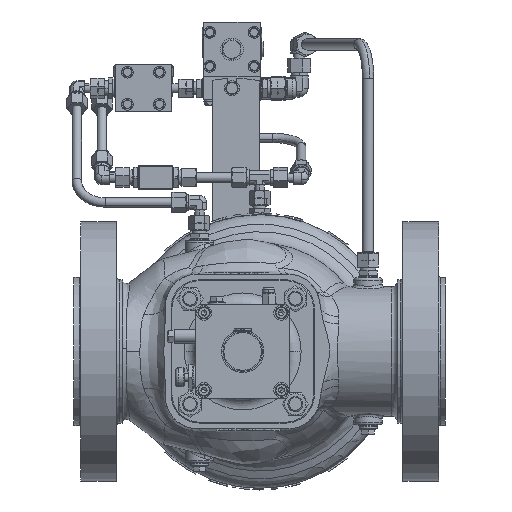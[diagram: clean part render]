
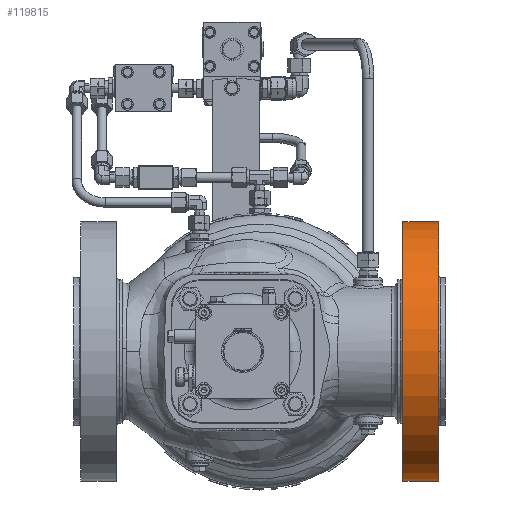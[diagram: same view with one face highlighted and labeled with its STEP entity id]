
A CAD part, front view. The second image highlights one B-rep face of the part: STEP entity #119815.
In plain terms, the highlighted cylindrical face has radius 137.5 mm (diameter 275 mm), a partial arc.
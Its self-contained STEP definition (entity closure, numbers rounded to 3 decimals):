
#2184 = AXIS2_PLACEMENT_3D ( 'NONE', #24417, #249417, #205763 ) ;
#14896 = VERTEX_POINT ( 'NONE', #239937 ) ;
#17004 = LINE ( 'NONE', #219409, #151778 ) ;
#19162 = DIRECTION ( 'NONE',  ( 1., 0., 0. ) ) ;
#21888 = ORIENTED_EDGE ( 'NONE', *, *, #80224, .T. ) ;
#22689 = EDGE_LOOP ( 'NONE', ( #194518, #21888, #113286, #99883 ) ) ;
#24417 = CARTESIAN_POINT ( 'NONE',  ( 208., -10., 0. ) ) ;
#31245 = EDGE_CURVE ( 'Defeature ausgef�hrt1_630+Defeature ausgef�hrt1_631+Defeature ausgef�hrt1_631+Defeature ausgef�hrt1_631', #180650, #14896, #63969, .T. ) ;
#32780 = VERTEX_POINT ( 'NONE', #60797 ) ;
#60797 = CARTESIAN_POINT ( 'NONE',  ( 169.9, -10., -137.5 ) ) ;
#63969 = CIRCLE ( 'NONE', #2184, 137.5 ) ;
#70331 = CARTESIAN_POINT ( 'NONE',  ( 207., -10., 0. ) ) ;
#78174 = CARTESIAN_POINT ( 'NONE',  ( 208., -10., -137.5 ) ) ;
#80224 = EDGE_CURVE ( 'NONE', #32780, #180650, #134084, .T. ) ;
#86594 = DIRECTION ( 'NONE',  ( 1., 0., 0. ) ) ;
#94631 = EDGE_CURVE ( 'Defeature ausgef�hrt1_629+Defeature ausgef�hrt1_630+Defeature ausgef�hrt1_630+Defeature ausgef�hrt1_630', #32780, #200954, #205769, .T. ) ;
#99883 = ORIENTED_EDGE ( 'NONE', *, *, #238815, .F. ) ;
#104621 = CARTESIAN_POINT ( 'NONE',  ( 169.9, -10., 137.5 ) ) ;
#113286 = ORIENTED_EDGE ( 'NONE', *, *, #31245, .T. ) ;
#119815 = ADVANCED_FACE ( 'Defeature ausgef�hrt1_630', ( #274539 ), #168151, .T. ) ;
#128990 = AXIS2_PLACEMENT_3D ( 'NONE', #70331, #159490, #228910 ) ;
#134084 = LINE ( 'NONE', #224286, #230025 ) ;
#151778 = VECTOR ( 'NONE', #19162, 1000. ) ;
#156350 = DIRECTION ( 'NONE',  ( -1., 0., 0. ) ) ;
#159490 = DIRECTION ( 'NONE',  ( 1., 0., 0. ) ) ;
#168151 = CYLINDRICAL_SURFACE ( 'NONE', #128990, 137.5 ) ;
#179187 = DIRECTION ( 'NONE',  ( 0., 0., 1. ) ) ;
#180650 = VERTEX_POINT ( 'NONE', #78174 ) ;
#194518 = ORIENTED_EDGE ( 'NONE', *, *, #94631, .F. ) ;
#200954 = VERTEX_POINT ( 'NONE', #104621 ) ;
#205763 = DIRECTION ( 'NONE',  ( 0., 0., 1. ) ) ;
#205769 = CIRCLE ( 'NONE', #268252, 137.5 ) ;
#219409 = CARTESIAN_POINT ( 'NONE',  ( 207., -10., 137.5 ) ) ;
#224286 = CARTESIAN_POINT ( 'NONE',  ( 207., -10., -137.5 ) ) ;
#228910 = DIRECTION ( 'NONE',  ( 0., 0., 1. ) ) ;
#230025 = VECTOR ( 'NONE', #86594, 1000. ) ;
#238815 = EDGE_CURVE ( 'NONE', #200954, #14896, #17004, .T. ) ;
#239937 = CARTESIAN_POINT ( 'NONE',  ( 208., -10., 137.5 ) ) ;
#246631 = CARTESIAN_POINT ( 'NONE',  ( 169.9, -10., 0. ) ) ;
#249417 = DIRECTION ( 'NONE',  ( -1., 0., 0. ) ) ;
#268252 = AXIS2_PLACEMENT_3D ( 'NONE', #246631, #156350, #179187 ) ;
#274539 = FACE_OUTER_BOUND ( 'NONE', #22689, .T. ) ;
